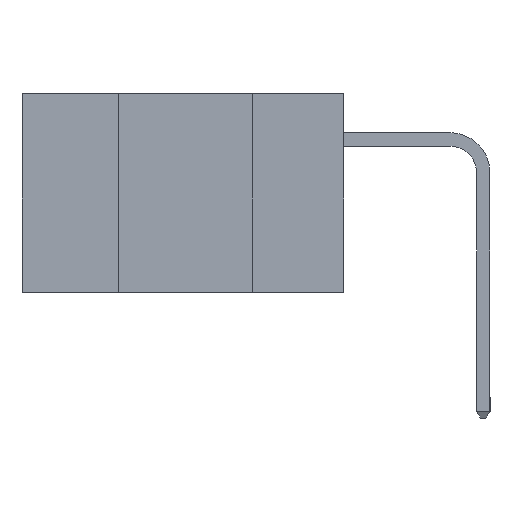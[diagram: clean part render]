
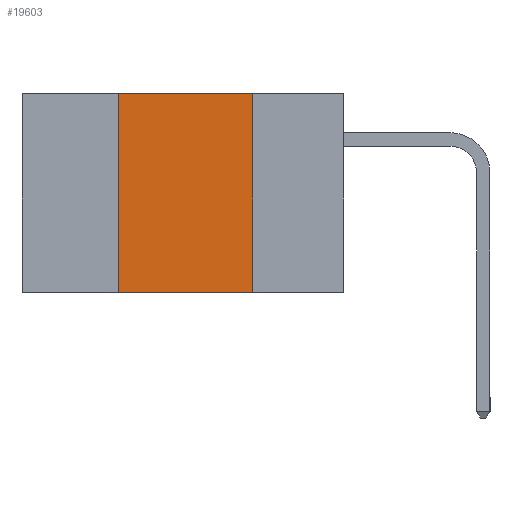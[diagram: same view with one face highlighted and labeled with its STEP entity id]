
A CAD part, left-side view. The second image highlights one B-rep face of the part: STEP entity #19603.
In plain terms, the highlighted planar face has unit normal (-1, 0, 0).
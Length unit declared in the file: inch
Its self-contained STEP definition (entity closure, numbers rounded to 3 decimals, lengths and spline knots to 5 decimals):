
#463 = EDGE_LOOP ( 'NONE', ( #22068, #6001, #9069, #9442 ) ) ;
#660 = VERTEX_POINT ( 'NONE', #8790 ) ;
#1499 = FACE_OUTER_BOUND ( 'NONE', #463, .T. ) ;
#1731 = EDGE_CURVE ( 'NONE', #660, #7441, #22553, .T. ) ;
#3205 = CARTESIAN_POINT ( 'NONE',  ( 0., 0.17, -0.37 ) ) ;
#3216 = LINE ( 'NONE', #12102, #22050 ) ;
#4333 = DIRECTION ( 'NONE',  ( 0., 0., -1. ) ) ;
#4376 = CARTESIAN_POINT ( 'NONE',  ( 0., 0.17, -0.37 ) ) ;
#4512 = VERTEX_POINT ( 'NONE', #7485 ) ;
#5020 = LINE ( 'NONE', #22281, #9344 ) ;
#5888 = LINE ( 'NONE', #4376, #15062 ) ;
#6001 = ORIENTED_EDGE ( 'NONE', *, *, #7973, .F. ) ;
#6579 = EDGE_CURVE ( 'NONE', #14354, #7441, #5888, .T. ) ;
#7441 = VERTEX_POINT ( 'NONE', #3205 ) ;
#7485 = CARTESIAN_POINT ( 'NONE',  ( 0., 0.42, 0. ) ) ;
#7577 = CARTESIAN_POINT ( 'NONE',  ( 0., 0.6, 0. ) ) ;
#7973 = EDGE_CURVE ( 'NONE', #4512, #14354, #3216, .T. ) ;
#8790 = CARTESIAN_POINT ( 'NONE',  ( 0., 0.42, -0.37 ) ) ;
#9069 = ORIENTED_EDGE ( 'NONE', *, *, #14209, .F. ) ;
#9344 = VECTOR ( 'NONE', #9596, 39.37008 ) ;
#9415 = DIRECTION ( 'NONE',  ( 0., 0., -1. ) ) ;
#9442 = ORIENTED_EDGE ( 'NONE', *, *, #1731, .T. ) ;
#9596 = DIRECTION ( 'NONE',  ( 0., 0., 1. ) ) ;
#12102 = CARTESIAN_POINT ( 'NONE',  ( 0., 0.6, 0. ) ) ;
#13008 = PLANE ( 'NONE',  #18218 ) ;
#13959 = DIRECTION ( 'NONE',  ( 0., -1., 0. ) ) ;
#14209 = EDGE_CURVE ( 'NONE', #660, #4512, #5020, .T. ) ;
#14354 = VERTEX_POINT ( 'NONE', #22652 ) ;
#15062 = VECTOR ( 'NONE', #4333, 39.37008 ) ;
#15324 = DIRECTION ( 'NONE',  ( 0., -1., 0. ) ) ;
#15493 = CARTESIAN_POINT ( 'NONE',  ( 0., 0.6, -0.37 ) ) ;
#17879 = VECTOR ( 'NONE', #15324, 39.37008 ) ;
#18218 = AXIS2_PLACEMENT_3D ( 'NONE', #7577, #20361, #9415 ) ;
#19603 = ADVANCED_FACE ( 'NONE', ( #1499 ), #13008, .F. ) ;
#20361 = DIRECTION ( 'NONE',  ( 1., 0., 0. ) ) ;
#22050 = VECTOR ( 'NONE', #13959, 39.37008 ) ;
#22068 = ORIENTED_EDGE ( 'NONE', *, *, #6579, .F. ) ;
#22281 = CARTESIAN_POINT ( 'NONE',  ( 0., 0.42, -0.37 ) ) ;
#22553 = LINE ( 'NONE', #15493, #17879 ) ;
#22652 = CARTESIAN_POINT ( 'NONE',  ( 0., 0.17, 0. ) ) ;
